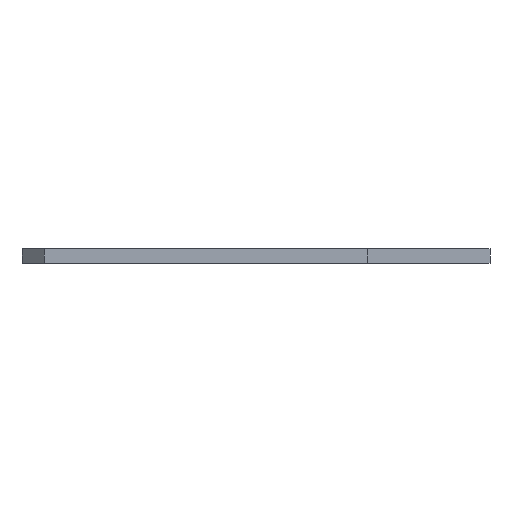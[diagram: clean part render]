
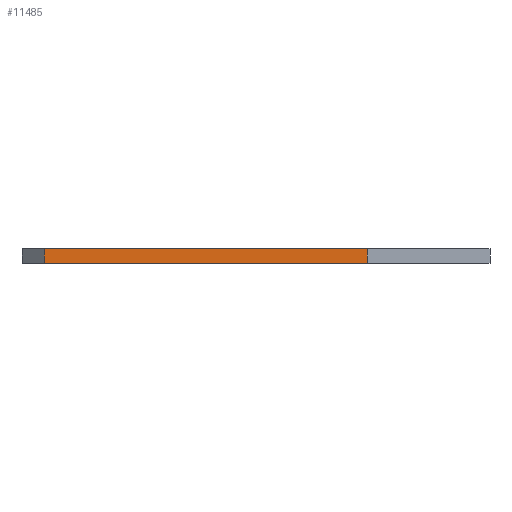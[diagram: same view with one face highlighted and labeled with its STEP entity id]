
A CAD part, front view. The second image highlights one B-rep face of the part: STEP entity #11485.
In plain terms, the highlighted planar face has unit normal (0, -1, 0).
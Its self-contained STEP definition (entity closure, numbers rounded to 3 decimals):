
#83 = PLANE('',#84);
#84 = AXIS2_PLACEMENT_3D('',#85,#86,#87);
#85 = CARTESIAN_POINT('',(148.58,-105.191,1.6));
#86 = DIRECTION('',(0.,0.,1.));
#87 = DIRECTION('',(1.,0.,-0.));
#137 = PLANE('',#138);
#138 = AXIS2_PLACEMENT_3D('',#139,#140,#141);
#139 = CARTESIAN_POINT('',(148.58,-105.191,0.));
#140 = DIRECTION('',(0.,0.,1.));
#141 = DIRECTION('',(1.,0.,-0.));
#358 = VERTEX_POINT('',#359);
#359 = CARTESIAN_POINT('',(124.371,-153.264,0.));
#373 = PLANE('',#374);
#374 = AXIS2_PLACEMENT_3D('',#375,#376,#377);
#375 = CARTESIAN_POINT('',(121.831,-150.724,0.));
#376 = DIRECTION('',(0.707,0.707,-0.));
#377 = DIRECTION('',(0.707,-0.707,0.));
#385 = EDGE_CURVE('',#358,#386,#388,.T.);
#386 = VERTEX_POINT('',#387);
#387 = CARTESIAN_POINT('',(161.201,-153.264,0.));
#388 = SURFACE_CURVE('',#389,(#393,#400),.PCURVE_S1.);
#389 = LINE('',#390,#391);
#390 = CARTESIAN_POINT('',(124.371,-153.264,0.));
#391 = VECTOR('',#392,1.);
#392 = DIRECTION('',(1.,0.,0.));
#393 = PCURVE('',#137,#394);
#394 = DEFINITIONAL_REPRESENTATION('',(#395),#399);
#395 = LINE('',#396,#397);
#396 = CARTESIAN_POINT('',(-24.209,-48.072));
#397 = VECTOR('',#398,1.);
#398 = DIRECTION('',(1.,0.));
#399 = ( GEOMETRIC_REPRESENTATION_CONTEXT(2) 
PARAMETRIC_REPRESENTATION_CONTEXT() REPRESENTATION_CONTEXT('2D SPACE',''
  ) );
#400 = PCURVE('',#401,#406);
#401 = PLANE('',#402);
#402 = AXIS2_PLACEMENT_3D('',#403,#404,#405);
#403 = CARTESIAN_POINT('',(124.371,-153.264,0.));
#404 = DIRECTION('',(0.,1.,0.));
#405 = DIRECTION('',(1.,0.,0.));
#406 = DEFINITIONAL_REPRESENTATION('',(#407),#411);
#407 = LINE('',#408,#409);
#408 = CARTESIAN_POINT('',(0.,0.));
#409 = VECTOR('',#410,1.);
#410 = DIRECTION('',(1.,0.));
#411 = ( GEOMETRIC_REPRESENTATION_CONTEXT(2) 
PARAMETRIC_REPRESENTATION_CONTEXT() REPRESENTATION_CONTEXT('2D SPACE',''
  ) );
#429 = PLANE('',#430);
#430 = AXIS2_PLACEMENT_3D('',#431,#432,#433);
#431 = CARTESIAN_POINT('',(161.201,-153.264,0.));
#432 = DIRECTION('',(-1.,0.,0.));
#433 = DIRECTION('',(0.,1.,0.));
#6374 = VERTEX_POINT('',#6375);
#6375 = CARTESIAN_POINT('',(124.371,-153.264,1.6));
#6396 = EDGE_CURVE('',#6374,#6397,#6399,.T.);
#6397 = VERTEX_POINT('',#6398);
#6398 = CARTESIAN_POINT('',(161.201,-153.264,1.6));
#6399 = SURFACE_CURVE('',#6400,(#6404,#6411),.PCURVE_S1.);
#6400 = LINE('',#6401,#6402);
#6401 = CARTESIAN_POINT('',(124.371,-153.264,1.6));
#6402 = VECTOR('',#6403,1.);
#6403 = DIRECTION('',(1.,0.,0.));
#6404 = PCURVE('',#83,#6405);
#6405 = DEFINITIONAL_REPRESENTATION('',(#6406),#6410);
#6406 = LINE('',#6407,#6408);
#6407 = CARTESIAN_POINT('',(-24.209,-48.072));
#6408 = VECTOR('',#6409,1.);
#6409 = DIRECTION('',(1.,0.));
#6410 = ( GEOMETRIC_REPRESENTATION_CONTEXT(2) 
PARAMETRIC_REPRESENTATION_CONTEXT() REPRESENTATION_CONTEXT('2D SPACE',''
  ) );
#6411 = PCURVE('',#401,#6412);
#6412 = DEFINITIONAL_REPRESENTATION('',(#6413),#6417);
#6413 = LINE('',#6414,#6415);
#6414 = CARTESIAN_POINT('',(0.,-1.6));
#6415 = VECTOR('',#6416,1.);
#6416 = DIRECTION('',(1.,0.));
#6417 = ( GEOMETRIC_REPRESENTATION_CONTEXT(2) 
PARAMETRIC_REPRESENTATION_CONTEXT() REPRESENTATION_CONTEXT('2D SPACE',''
  ) );
#11435 = EDGE_CURVE('',#386,#6397,#11436,.T.);
#11436 = SURFACE_CURVE('',#11437,(#11441,#11448),.PCURVE_S1.);
#11437 = LINE('',#11438,#11439);
#11438 = CARTESIAN_POINT('',(161.201,-153.264,0.));
#11439 = VECTOR('',#11440,1.);
#11440 = DIRECTION('',(0.,0.,1.));
#11441 = PCURVE('',#429,#11442);
#11442 = DEFINITIONAL_REPRESENTATION('',(#11443),#11447);
#11443 = LINE('',#11444,#11445);
#11444 = CARTESIAN_POINT('',(0.,0.));
#11445 = VECTOR('',#11446,1.);
#11446 = DIRECTION('',(0.,-1.));
#11447 = ( GEOMETRIC_REPRESENTATION_CONTEXT(2) 
PARAMETRIC_REPRESENTATION_CONTEXT() REPRESENTATION_CONTEXT('2D SPACE',''
  ) );
#11448 = PCURVE('',#401,#11449);
#11449 = DEFINITIONAL_REPRESENTATION('',(#11450),#11454);
#11450 = LINE('',#11451,#11452);
#11451 = CARTESIAN_POINT('',(36.83,0.));
#11452 = VECTOR('',#11453,1.);
#11453 = DIRECTION('',(0.,-1.));
#11454 = ( GEOMETRIC_REPRESENTATION_CONTEXT(2) 
PARAMETRIC_REPRESENTATION_CONTEXT() REPRESENTATION_CONTEXT('2D SPACE',''
  ) );
#11485 = ADVANCED_FACE('',(#11486),#401,.F.);
#11486 = FACE_BOUND('',#11487,.F.);
#11487 = EDGE_LOOP('',(#11488,#11509,#11510,#11511));
#11488 = ORIENTED_EDGE('',*,*,#11489,.T.);
#11489 = EDGE_CURVE('',#358,#6374,#11490,.T.);
#11490 = SURFACE_CURVE('',#11491,(#11495,#11502),.PCURVE_S1.);
#11491 = LINE('',#11492,#11493);
#11492 = CARTESIAN_POINT('',(124.371,-153.264,0.));
#11493 = VECTOR('',#11494,1.);
#11494 = DIRECTION('',(0.,0.,1.));
#11495 = PCURVE('',#401,#11496);
#11496 = DEFINITIONAL_REPRESENTATION('',(#11497),#11501);
#11497 = LINE('',#11498,#11499);
#11498 = CARTESIAN_POINT('',(0.,0.));
#11499 = VECTOR('',#11500,1.);
#11500 = DIRECTION('',(0.,-1.));
#11501 = ( GEOMETRIC_REPRESENTATION_CONTEXT(2) 
PARAMETRIC_REPRESENTATION_CONTEXT() REPRESENTATION_CONTEXT('2D SPACE',''
  ) );
#11502 = PCURVE('',#373,#11503);
#11503 = DEFINITIONAL_REPRESENTATION('',(#11504),#11508);
#11504 = LINE('',#11505,#11506);
#11505 = CARTESIAN_POINT('',(3.592,0.));
#11506 = VECTOR('',#11507,1.);
#11507 = DIRECTION('',(0.,-1.));
#11508 = ( GEOMETRIC_REPRESENTATION_CONTEXT(2) 
PARAMETRIC_REPRESENTATION_CONTEXT() REPRESENTATION_CONTEXT('2D SPACE',''
  ) );
#11509 = ORIENTED_EDGE('',*,*,#6396,.T.);
#11510 = ORIENTED_EDGE('',*,*,#11435,.F.);
#11511 = ORIENTED_EDGE('',*,*,#385,.F.);
